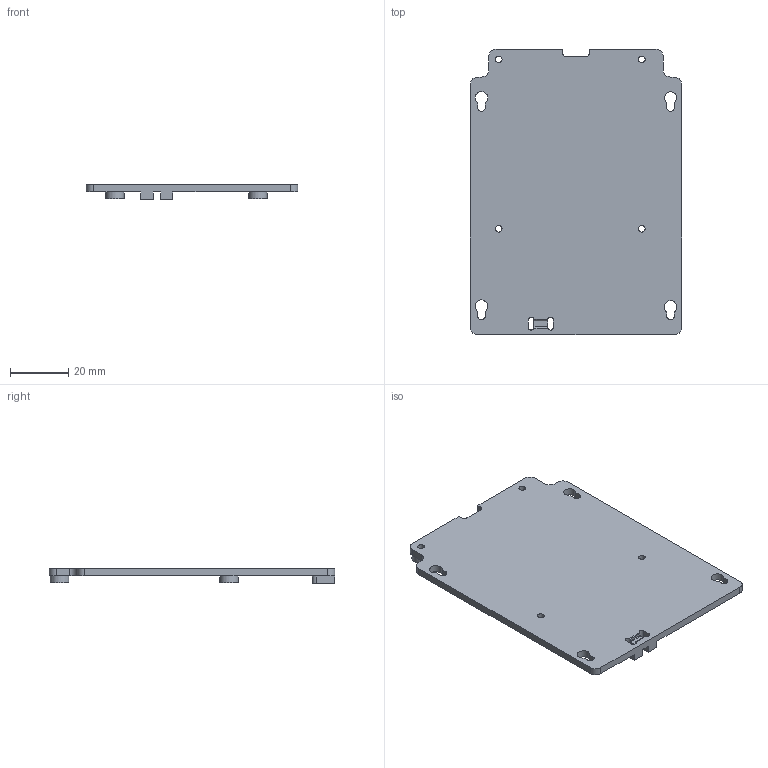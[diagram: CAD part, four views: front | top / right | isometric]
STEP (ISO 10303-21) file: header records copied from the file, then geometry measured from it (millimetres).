
FILE_DESCRIPTION (( 'STEP AP214' ), '1' );
FILE_NAME ('Pi base.STEP', '2020-05-13T19:00:54', ( '' ), ( '' ), 'SwSTEP 2.0', 'SolidWorks 2018', '' );
FILE_SCHEMA (( 'AUTOMOTIVE_DESIGN' ));
Length unit declared in the file: inch
Products named in the file (2): Pi base
Bounding box: 72.39 x 97.79 x 5.08 mm (x, y, z)
Volume: 17673.5 mm3; surface area: 15216.9 mm2
Topology: 1 solids, 1 shells, 79 faces, 222 edges, 148 vertices
Faces by surface type: plane 41, cylinder 34, bspline 4
Full cylindrical faces by diameter (mm): 2.261 x4, 6.35 x4
Entity records: 2768 total; most frequent: CARTESIAN_POINT 668, ORIENTED_EDGE 420, DIRECTION 416, EDGE_CURVE 210, AXIS2_PLACEMENT_3D 145, VERTEX_POINT 144, VECTOR 126, LINE 126
